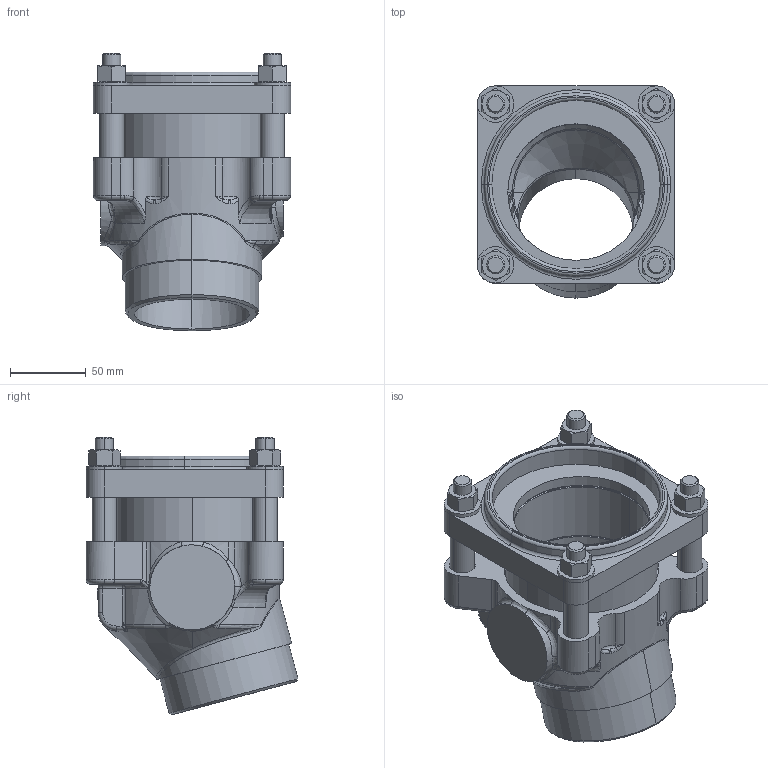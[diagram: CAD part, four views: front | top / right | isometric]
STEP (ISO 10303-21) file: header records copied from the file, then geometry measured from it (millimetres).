
FILE_DESCRIPTION (( 'STEP AP214' ), '1' );
FILE_NAME ('SGAV100_251883.STEP', '2012-09-20T10:59:28', ( 'Admin2' ), ( '' ), 'SwSTEP 2.0', 'SolidWorks 2010', '' );
FILE_SCHEMA (( 'AUTOMOTIVE_DESIGN' ));
Length unit declared in the file: millimetre
Products named in the file (1): SGAV100_251883
Bounding box: 130 x 139.66 x 183.01 mm (x, y, z)
Surface area: 167904 mm2 (no closed solid volume)
Topology: 0 solids, 22 shells, 566 faces, 1529 edges, 992 vertices
Faces by surface type: plane 203, bspline 161, cylinder 112, cone 46, torus 41, sphere 3
Entity records: 35068 total; most frequent: CARTESIAN_POINT 15826, ORIENTED_EDGE 2795, DIRECTION 2309, EDGE_CURVE 1521, VERTEX_POINT 992, AXIS2_PLACEMENT_3D 832, VECTOR 645, LINE 645
